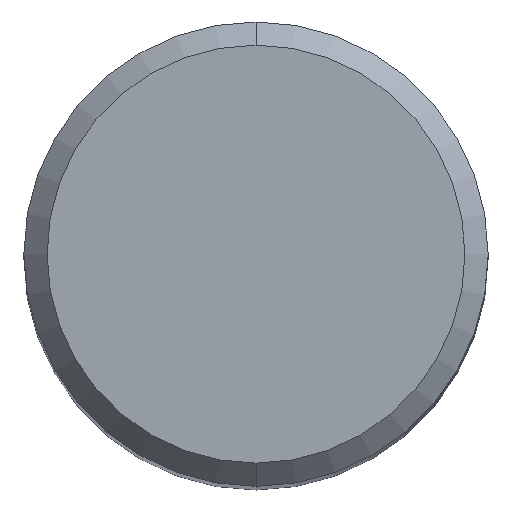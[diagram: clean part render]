
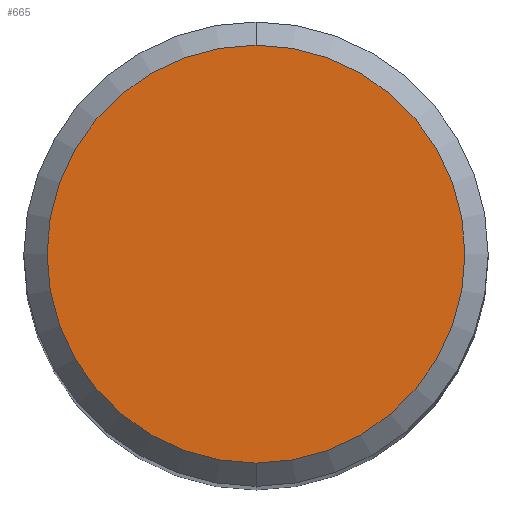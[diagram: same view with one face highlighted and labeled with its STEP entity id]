
A CAD part, top view. The second image highlights one B-rep face of the part: STEP entity #665.
In plain terms, the highlighted planar face has unit normal (0, 0, 1).
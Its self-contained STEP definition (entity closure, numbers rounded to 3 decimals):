
#491=VERTEX_POINT('',#1124);
#665=ADVANCED_FACE('',(#1309),#1310,.T.);
#697=EDGE_CURVE('',#879,#491,#1345,.T.);
#745=EDGE_CURVE('',#491,#879,#1398,.T.);
#879=VERTEX_POINT('',#1548);
#1124=CARTESIAN_POINT('',(0.,-3.6,0.0));
#1309=FACE_OUTER_BOUND('',#5733,.T.);
#1310=PLANE('',#5734);
#1345=CIRCLE('',#7045,3.6);
#1398=CIRCLE('',#7167,3.6);
#1548=CARTESIAN_POINT('',(0.0,3.6,0.0));
#5733=EDGE_LOOP('',(#9803,#9804));
#5734=AXIS2_PLACEMENT_3D('',#9805,#9806,#9807);
#7045=AXIS2_PLACEMENT_3D('',#9837,#9838,#9839);
#7167=AXIS2_PLACEMENT_3D('',#9890,#9891,#9892);
#9803=ORIENTED_EDGE('',*,*,#697,.F.);
#9804=ORIENTED_EDGE('',*,*,#745,.F.);
#9805=CARTESIAN_POINT('',(0.0,1.8,0.0));
#9806=DIRECTION('',(-0.0,0.0,1.0));
#9807=DIRECTION('',(0.0,-1.0,0.0));
#9837=CARTESIAN_POINT('',(0.0,0.0,0.0));
#9838=DIRECTION('',(0.0,0.0,-1.0));
#9839=DIRECTION('',(0.0,1.0,0.0));
#9890=CARTESIAN_POINT('',(0.0,0.0,0.0));
#9891=DIRECTION('',(0.0,0.0,-1.0));
#9892=DIRECTION('',(0.0,1.0,0.0));
